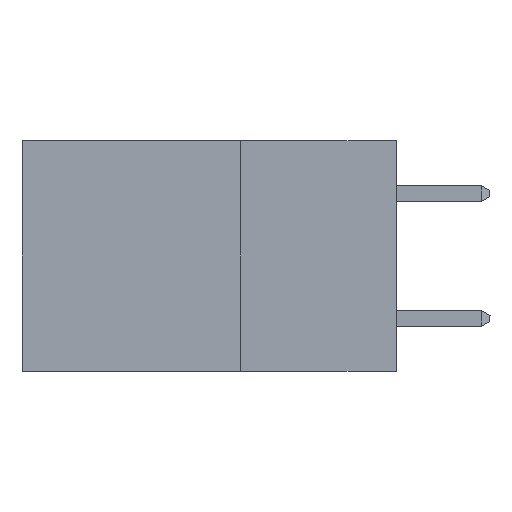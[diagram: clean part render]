
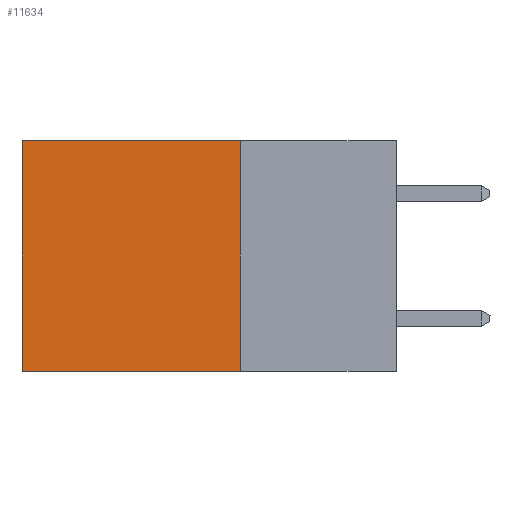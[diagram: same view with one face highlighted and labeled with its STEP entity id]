
A CAD part, left-side view. The second image highlights one B-rep face of the part: STEP entity #11634.
In plain terms, the highlighted planar face has unit normal (-1, 0, 0).
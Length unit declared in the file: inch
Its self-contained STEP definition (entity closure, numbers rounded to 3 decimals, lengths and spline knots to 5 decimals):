
#52 = EDGE_CURVE ( 'NONE', #12009, #2306, #449, .T. ) ;
#138 = EDGE_LOOP ( 'NONE', ( #1322, #898, #15741, #923 ) ) ;
#406 = CARTESIAN_POINT ( 'NONE',  ( 0.298, 0.25, 0. ) ) ;
#449 = LINE ( 'NONE', #14516, #6627 ) ;
#898 = ORIENTED_EDGE ( 'NONE', *, *, #14405, .F. ) ;
#923 = ORIENTED_EDGE ( 'NONE', *, *, #6602, .T. ) ;
#1154 = CARTESIAN_POINT ( 'NONE',  ( 0.298, 0.6, -0.37 ) ) ;
#1322 = ORIENTED_EDGE ( 'NONE', *, *, #5307, .T. ) ;
#2306 = VERTEX_POINT ( 'NONE', #10537 ) ;
#2515 = DIRECTION ( 'NONE',  ( 0., 1., 0. ) ) ;
#2658 = VECTOR ( 'NONE', #2515, 39.37008 ) ;
#4078 = CARTESIAN_POINT ( 'NONE',  ( 0.298, 0.6, 0. ) ) ;
#4659 = AXIS2_PLACEMENT_3D ( 'NONE', #5453, #9760, #11076 ) ;
#5307 = EDGE_CURVE ( 'NONE', #17267, #10457, #16550, .T. ) ;
#5453 = CARTESIAN_POINT ( 'NONE',  ( 0.298, 0.25, 0. ) ) ;
#5881 = DIRECTION ( 'NONE',  ( 0., 1., 0. ) ) ;
#6202 = PLANE ( 'NONE',  #4659 ) ;
#6366 = CARTESIAN_POINT ( 'NONE',  ( 0.298, 0.6, 0. ) ) ;
#6602 = EDGE_CURVE ( 'NONE', #12009, #17267, #14407, .T. ) ;
#6627 = VECTOR ( 'NONE', #16189, 39.37008 ) ;
#6746 = CARTESIAN_POINT ( 'NONE',  ( 0.298, 0.25, -0.37 ) ) ;
#7134 = LINE ( 'NONE', #6746, #2658 ) ;
#7383 = VECTOR ( 'NONE', #5881, 39.37008 ) ;
#7669 = CARTESIAN_POINT ( 'NONE',  ( 0.298, 0.25, 0. ) ) ;
#8057 = FACE_OUTER_BOUND ( 'NONE', #138, .T. ) ;
#9760 = DIRECTION ( 'NONE',  ( 1., 0., 0. ) ) ;
#10457 = VERTEX_POINT ( 'NONE', #1154 ) ;
#10537 = CARTESIAN_POINT ( 'NONE',  ( 0.298, 0.25, -0.37 ) ) ;
#11076 = DIRECTION ( 'NONE',  ( 0., 0., -1. ) ) ;
#11634 = ADVANCED_FACE ( 'NONE', ( #8057 ), #6202, .F. ) ;
#12009 = VERTEX_POINT ( 'NONE', #7669 ) ;
#13572 = DIRECTION ( 'NONE',  ( 0., 0., -1. ) ) ;
#14405 = EDGE_CURVE ( 'NONE', #2306, #10457, #7134, .T. ) ;
#14407 = LINE ( 'NONE', #406, #7383 ) ;
#14516 = CARTESIAN_POINT ( 'NONE',  ( 0.298, 0.25, 0. ) ) ;
#15741 = ORIENTED_EDGE ( 'NONE', *, *, #52, .F. ) ;
#16189 = DIRECTION ( 'NONE',  ( 0., 0., -1. ) ) ;
#16550 = LINE ( 'NONE', #4078, #16809 ) ;
#16809 = VECTOR ( 'NONE', #13572, 39.37008 ) ;
#17267 = VERTEX_POINT ( 'NONE', #6366 ) ;
